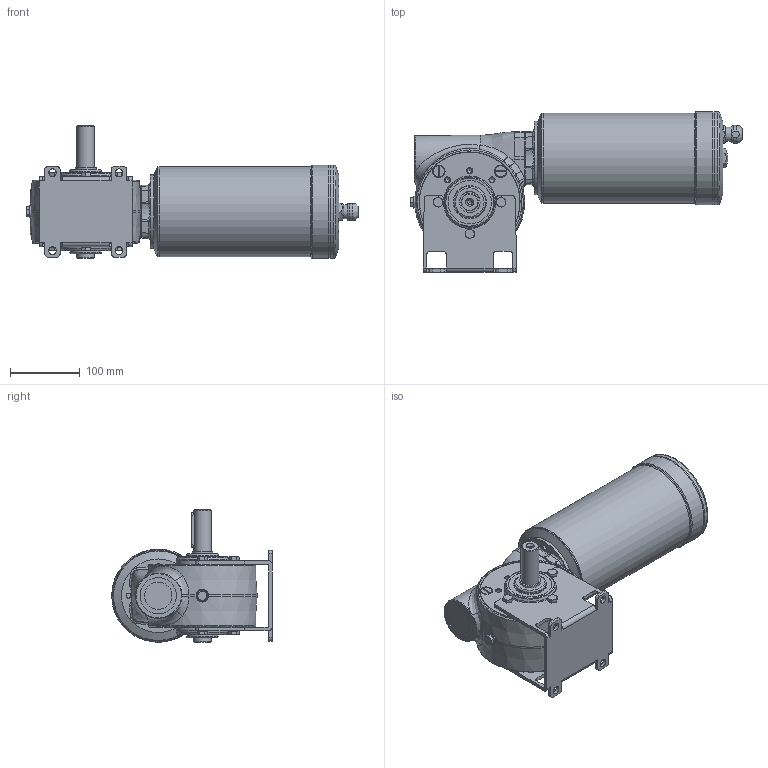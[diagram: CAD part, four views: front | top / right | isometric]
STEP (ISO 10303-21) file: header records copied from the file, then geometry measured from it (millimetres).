
FILE_DESCRIPTION( ( 'Unknown' ), '1' );
FILE_NAME( '9AE818C9A2FAD6A3A218BC6CD9E1DC75.3d.stp', 'Unknown', ( 'Unknown' ), ( 'Unknown' ), 'PSStep 10.1', 'Unknown', ' ' );
FILE_SCHEMA( ( 'AUTOMOTIVE_DESIGN { 1 0 10303 214 1 1 1 1 }' ) );
Length unit declared in the file: millimetre
Products named in the file (1): N638800
Bounding box: 474.3 x 229.5 x 190 mm (x, y, z)
Volume: 5871212.3 mm3; surface area: 328390.1 mm2
Topology: 1 solids, 29 shells, 787 faces, 1906 edges, 1210 vertices
Faces by surface type: plane 303, cylinder 195, cone 158, bspline 88, torus 42, sphere 1
Full cylindrical faces by diameter (mm): 4.134 x2, 4.917 x8, 6.647 x21, 7 x5, 8 x11, 9 x4, 9.5 x6, 11.6 x6, 13 x4, 13.4 x1, 14 x5, 16.662 x1, 17 x1, 18 x1, 20 x1, 24 x1, 25 x3, 29.5 x1, 35 x1, 39 x1, 45 x2, 46 x2, 47 x1, 47.5 x2, 52 x2, 62 x2, 105 x1, 128.98 x1, 129 x2, 132.98 x2
Entity records: 34493 total; most frequent: CARTESIAN_POINT 12281, DIRECTION 3167, ORIENTED_EDGE 3030, EDGE_CURVE 1515, AXIS2_PLACEMENT_3D 1309, EDGE_LOOP 1098, VERTEX_POINT 1081, FACE_OUTER_BOUND 922
